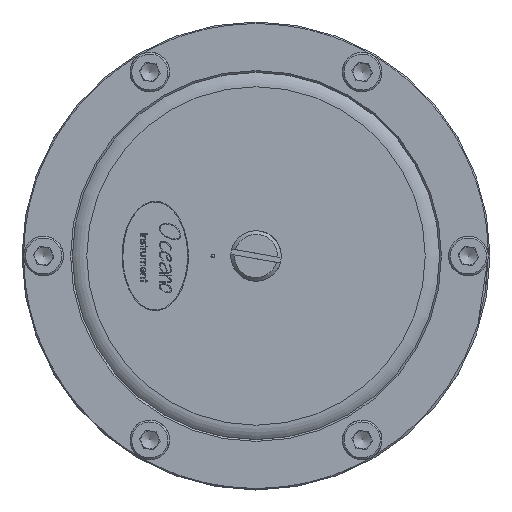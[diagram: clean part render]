
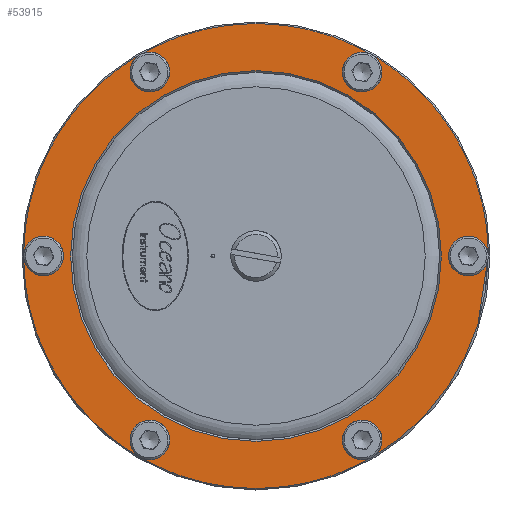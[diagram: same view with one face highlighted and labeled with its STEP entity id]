
A CAD part, left-side view. The second image highlights one B-rep face of the part: STEP entity #53915.
In plain terms, the highlighted planar face has unit normal (-1, 0, 0).
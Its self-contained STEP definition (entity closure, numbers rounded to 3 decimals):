
#870 = DIRECTION ( 'NONE',  ( -1., 0., 0. ) ) ;
#1907 = VERTEX_POINT ( 'NONE', #14023 ) ;
#2038 = CIRCLE ( 'NONE', #10540, 5.5 ) ;
#2372 = ORIENTED_EDGE ( 'NONE', *, *, #20457, .F. ) ;
#2641 = AXIS2_PLACEMENT_3D ( 'NONE', #4067, #29586, #47069 ) ;
#2648 = CIRCLE ( 'NONE', #35350, 5.5 ) ;
#3023 = VERTEX_POINT ( 'NONE', #10427 ) ;
#3056 = EDGE_CURVE ( 'NONE', #17278, #17278, #2648, .T. ) ;
#3262 = CARTESIAN_POINT ( 'NONE',  ( -100.4, -32.25, 55.859 ) ) ;
#3325 = EDGE_CURVE ( 'NONE', #3023, #3023, #9277, .T. ) ;
#3526 = AXIS2_PLACEMENT_3D ( 'NONE', #10922, #33025, #11283 ) ;
#3650 = AXIS2_PLACEMENT_3D ( 'NONE', #48479, #52807, #17750 ) ;
#4067 = CARTESIAN_POINT ( 'NONE',  ( -100.4, 0., 0. ) ) ;
#5101 = EDGE_CURVE ( 'NONE', #19687, #19687, #41791, .T. ) ;
#5861 = DIRECTION ( 'NONE',  ( 0., -0.599, 0.801 ) ) ;
#5931 = DIRECTION ( 'NONE',  ( -1., 0., 0. ) ) ;
#6025 = CARTESIAN_POINT ( 'NONE',  ( -100.4, 44.6, -25.75 ) ) ;
#6505 = AXIS2_PLACEMENT_3D ( 'NONE', #52810, #38839, #14604 ) ;
#7170 = DIRECTION ( 'NONE',  ( -1., 0., 0. ) ) ;
#7616 = EDGE_CURVE ( 'NONE', #17278, #19687, #47915, .T. ) ;
#9277 = CIRCLE ( 'NONE', #44403, 5.5 ) ;
#10210 = CARTESIAN_POINT ( 'NONE',  ( -100.4, 0., 0. ) ) ;
#10244 = EDGE_LOOP ( 'NONE', ( #38809 ) ) ;
#10411 = ORIENTED_EDGE ( 'NONE', *, *, #25878, .T. ) ;
#10427 = CARTESIAN_POINT ( 'NONE',  ( -100.4, 64.5, 0. ) ) ;
#10540 = AXIS2_PLACEMENT_3D ( 'NONE', #14103, #870, #44291 ) ;
#10704 = ORIENTED_EDGE ( 'NONE', *, *, #51918, .T. ) ;
#10774 = CARTESIAN_POINT ( 'NONE',  ( -100.4, 29.5, 51.095 ) ) ;
#10922 = CARTESIAN_POINT ( 'NONE',  ( -100.4, 0., 0. ) ) ;
#11283 = DIRECTION ( 'NONE',  ( 0., 0.866, -0.5 ) ) ;
#11806 = CIRCLE ( 'NONE', #16646, 64.5 ) ;
#11912 = CARTESIAN_POINT ( 'NONE',  ( -100.4, -64.5, 0. ) ) ;
#12674 = ORIENTED_EDGE ( 'NONE', *, *, #5101, .F. ) ;
#14023 = CARTESIAN_POINT ( 'NONE',  ( -100.4, 32.25, 55.859 ) ) ;
#14103 = CARTESIAN_POINT ( 'NONE',  ( -100.4, -29.5, -51.095 ) ) ;
#14175 = CARTESIAN_POINT ( 'NONE',  ( -100.4, 59., 0. ) ) ;
#14604 = DIRECTION ( 'NONE',  ( 0., 0.866, -0.5 ) ) ;
#14675 = CIRCLE ( 'NONE', #2641, 51.5 ) ;
#15534 = VERTEX_POINT ( 'NONE', #6025 ) ;
#15966 = CARTESIAN_POINT ( 'NONE',  ( -100.4, 0., 0. ) ) ;
#16113 = CARTESIAN_POINT ( 'NONE',  ( -100.4, 29.5, -51.095 ) ) ;
#16646 = AXIS2_PLACEMENT_3D ( 'NONE', #49872, #38060, #46689 ) ;
#17058 = AXIS2_PLACEMENT_3D ( 'NONE', #15966, #33565, #41851 ) ;
#17278 = VERTEX_POINT ( 'NONE', #11912 ) ;
#17588 = ORIENTED_EDGE ( 'NONE', *, *, #3056, .F. ) ;
#17750 = DIRECTION ( 'NONE',  ( 0., -0.394, -0.919 ) ) ;
#19056 = DIRECTION ( 'NONE',  ( -1., 0., 0. ) ) ;
#19429 = CARTESIAN_POINT ( 'NONE',  ( -100.4, 0., 0. ) ) ;
#19687 = VERTEX_POINT ( 'NONE', #3262 ) ;
#20101 = FACE_OUTER_BOUND ( 'NONE', #40240, .T. ) ;
#20457 = EDGE_CURVE ( 'NONE', #41543, #41543, #50692, .T. ) ;
#21541 = EDGE_CURVE ( 'NONE', #43420, #43420, #2038, .T. ) ;
#21624 = CIRCLE ( 'NONE', #45894, 5.5 ) ;
#22109 = CIRCLE ( 'NONE', #6505, 64.5 ) ;
#23087 = CARTESIAN_POINT ( 'NONE',  ( -100.4, -32.25, -55.859 ) ) ;
#23123 = DIRECTION ( 'NONE',  ( 0., 0.866, -0.5 ) ) ;
#25878 = EDGE_CURVE ( 'NONE', #3023, #41543, #22109, .T. ) ;
#26396 = EDGE_CURVE ( 'NONE', #1907, #3023, #11806, .T. ) ;
#29181 = DIRECTION ( 'NONE',  ( -1., 0., 0. ) ) ;
#29266 = ORIENTED_EDGE ( 'NONE', *, *, #30172, .T. ) ;
#29307 = DIRECTION ( 'NONE',  ( 0., 0.599, -0.801 ) ) ;
#29586 = DIRECTION ( 'NONE',  ( 1., 0., 0. ) ) ;
#30172 = EDGE_CURVE ( 'NONE', #41543, #43420, #41955, .T. ) ;
#30211 = CIRCLE ( 'NONE', #17058, 64.5 ) ;
#30368 = AXIS2_PLACEMENT_3D ( 'NONE', #10210, #41022, #40447 ) ;
#32912 = EDGE_CURVE ( 'NONE', #43420, #17278, #30211, .T. ) ;
#33025 = DIRECTION ( 'NONE',  ( -1., 0., 0. ) ) ;
#33047 = EDGE_CURVE ( 'NONE', #15534, #15534, #14675, .T. ) ;
#33565 = DIRECTION ( 'NONE',  ( -1., 0., 0. ) ) ;
#34135 = ORIENTED_EDGE ( 'NONE', *, *, #3325, .F. ) ;
#34386 = ORIENTED_EDGE ( 'NONE', *, *, #48385, .F. ) ;
#35350 = AXIS2_PLACEMENT_3D ( 'NONE', #44970, #45154, #29307 ) ;
#36564 = ORIENTED_EDGE ( 'NONE', *, *, #21541, .F. ) ;
#38060 = DIRECTION ( 'NONE',  ( -1., 0., 0. ) ) ;
#38809 = ORIENTED_EDGE ( 'NONE', *, *, #33047, .T. ) ;
#38839 = DIRECTION ( 'NONE',  ( -1., 0., 0. ) ) ;
#39940 = ORIENTED_EDGE ( 'NONE', *, *, #7616, .T. ) ;
#40240 = EDGE_LOOP ( 'NONE', ( #10411, #2372, #29266, #36564, #47347, #17588, #39940, #12674, #10704, #34386, #45587, #34135 ) ) ;
#40447 = DIRECTION ( 'NONE',  ( 0., 0.866, -0.5 ) ) ;
#40706 = AXIS2_PLACEMENT_3D ( 'NONE', #19429, #19056, #49604 ) ;
#41022 = DIRECTION ( 'NONE',  ( 1., 0., 0. ) ) ;
#41543 = VERTEX_POINT ( 'NONE', #43169 ) ;
#41791 = CIRCLE ( 'NONE', #3650, 5.5 ) ;
#41813 = FACE_BOUND ( 'NONE', #10244, .T. ) ;
#41851 = DIRECTION ( 'NONE',  ( 0., 0.866, -0.5 ) ) ;
#41955 = CIRCLE ( 'NONE', #3526, 64.5 ) ;
#43169 = CARTESIAN_POINT ( 'NONE',  ( -100.4, 32.25, -55.859 ) ) ;
#43420 = VERTEX_POINT ( 'NONE', #23087 ) ;
#44291 = DIRECTION ( 'NONE',  ( 0., 0.993, 0.119 ) ) ;
#44403 = AXIS2_PLACEMENT_3D ( 'NONE', #14175, #48660, #5861 ) ;
#44970 = CARTESIAN_POINT ( 'NONE',  ( -100.4, -59., 0. ) ) ;
#45135 = PLANE ( 'NONE',  #30368 ) ;
#45154 = DIRECTION ( 'NONE',  ( -1., 0., 0. ) ) ;
#45587 = ORIENTED_EDGE ( 'NONE', *, *, #26396, .T. ) ;
#45894 = AXIS2_PLACEMENT_3D ( 'NONE', #10774, #7170, #51082 ) ;
#46689 = DIRECTION ( 'NONE',  ( 0., 0.866, -0.5 ) ) ;
#47069 = DIRECTION ( 'NONE',  ( 0., 0.866, -0.5 ) ) ;
#47347 = ORIENTED_EDGE ( 'NONE', *, *, #32912, .T. ) ;
#47488 = AXIS2_PLACEMENT_3D ( 'NONE', #48929, #5931, #23123 ) ;
#47915 = CIRCLE ( 'NONE', #40706, 64.5 ) ;
#48385 = EDGE_CURVE ( 'NONE', #1907, #1907, #21624, .T. ) ;
#48479 = CARTESIAN_POINT ( 'NONE',  ( -100.4, -29.5, 51.095 ) ) ;
#48660 = DIRECTION ( 'NONE',  ( -1., 0., 0. ) ) ;
#48929 = CARTESIAN_POINT ( 'NONE',  ( -100.4, 0., 0. ) ) ;
#49604 = DIRECTION ( 'NONE',  ( 0., 0.866, -0.5 ) ) ;
#49872 = CARTESIAN_POINT ( 'NONE',  ( -100.4, 0., 0. ) ) ;
#50692 = CIRCLE ( 'NONE', #50906, 5.5 ) ;
#50906 = AXIS2_PLACEMENT_3D ( 'NONE', #16113, #29181, #54589 ) ;
#51082 = DIRECTION ( 'NONE',  ( 0., -0.993, -0.119 ) ) ;
#51370 = CIRCLE ( 'NONE', #47488, 64.5 ) ;
#51918 = EDGE_CURVE ( 'NONE', #19687, #1907, #51370, .T. ) ;
#52807 = DIRECTION ( 'NONE',  ( -1., 0., 0. ) ) ;
#52810 = CARTESIAN_POINT ( 'NONE',  ( -100.4, 0., 0. ) ) ;
#53915 = ADVANCED_FACE ( 'NONE', ( #41813, #20101 ), #45135, .F. ) ;
#54589 = DIRECTION ( 'NONE',  ( 0., 0.394, 0.919 ) ) ;
